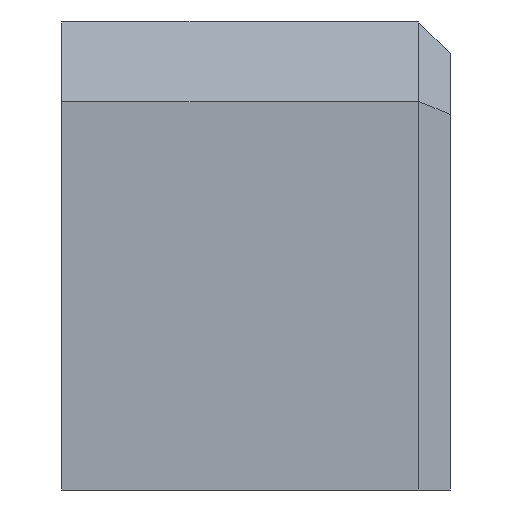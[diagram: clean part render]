
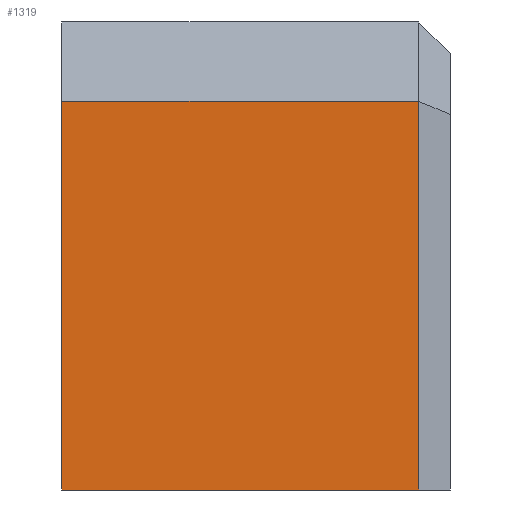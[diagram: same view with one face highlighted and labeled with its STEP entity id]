
A CAD part, left-side view. The second image highlights one B-rep face of the part: STEP entity #1319.
In plain terms, the highlighted planar face has unit normal (-1, 0, 0).
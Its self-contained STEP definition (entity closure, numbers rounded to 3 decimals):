
#78=FACE_OUTER_BOUND('',#153,.T.);
#153=EDGE_LOOP('',(#950,#951,#952,#953));
#209=LINE('',#1873,#382);
#268=LINE('',#1992,#441);
#269=LINE('',#1995,#442);
#270=LINE('',#1996,#443);
#382=VECTOR('',#1511,10.);
#441=VECTOR('',#1612,10.);
#442=VECTOR('',#1615,10.);
#443=VECTOR('',#1616,10.);
#555=VERTEX_POINT('',#1871);
#556=VERTEX_POINT('',#1872);
#595=VERTEX_POINT('',#1990);
#596=VERTEX_POINT('',#1994);
#672=EDGE_CURVE('',#555,#556,#209,.T.);
#732=EDGE_CURVE('',#595,#555,#268,.T.);
#733=EDGE_CURVE('',#596,#595,#269,.T.);
#734=EDGE_CURVE('',#556,#596,#270,.T.);
#950=ORIENTED_EDGE('',*,*,#672,.F.);
#951=ORIENTED_EDGE('',*,*,#732,.F.);
#952=ORIENTED_EDGE('',*,*,#733,.F.);
#953=ORIENTED_EDGE('',*,*,#734,.F.);
#1251=PLANE('',#1434);
#1319=ADVANCED_FACE('',(#78),#1251,.T.);
#1434=AXIS2_PLACEMENT_3D('',#1993,#1613,#1614);
#1511=DIRECTION('',(0.,0.,-1.));
#1612=DIRECTION('',(0.,-1.,0.));
#1613=DIRECTION('center_axis',(-1.,0.,0.));
#1614=DIRECTION('ref_axis',(0.,-1.,0.));
#1615=DIRECTION('',(0.,0.,1.));
#1616=DIRECTION('',(0.,1.,0.));
#1871=CARTESIAN_POINT('',(-22.,-39.,49.));
#1872=CARTESIAN_POINT('',(-22.,-39.,0.));
#1873=CARTESIAN_POINT('',(-22.,-39.,0.));
#1990=CARTESIAN_POINT('',(-22.,6.,49.));
#1992=CARTESIAN_POINT('',(-22.,-6.25,49.));
#1993=CARTESIAN_POINT('Origin',(-22.,6.,0.));
#1994=CARTESIAN_POINT('',(-22.,6.,0.));
#1995=CARTESIAN_POINT('',(-22.,6.,0.));
#1996=CARTESIAN_POINT('',(-22.,-43.,0.));
